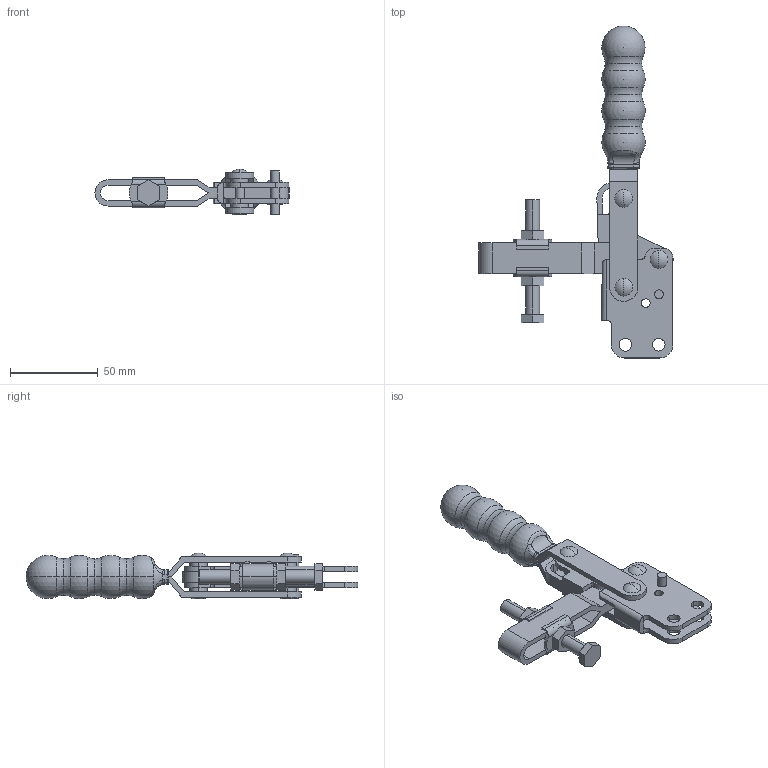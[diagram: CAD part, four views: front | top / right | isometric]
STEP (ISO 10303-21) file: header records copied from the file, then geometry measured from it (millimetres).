
FILE_DESCRIPTION (( 'STEP AP214' ), '1' );
FILE_NAME ('GH-12501-B(Â²¤Æ)-1.STEP', '2020-03-20T01:34:42', ( 'LinWei' ), ( '' ), 'SwSTEP 2.0', 'SolidWorks 2016', '' );
FILE_SCHEMA (( 'AUTOMOTIVE_DESIGN' ));
Length unit declared in the file: millimetre
Products named in the file (6): GH-12501-B(簡化)-1; 112502B08-1^GH-12501-B(簡化)-1; Group5^GH-12501-B(簡化)-1; Group2^GH-12501-B(簡化)-1; Group1^GH-12501-B(簡化)-1; Group4^GH-12501-B(簡化)-1
Assembly tree (5 placements, depth 2):
  GH-12501-B(簡化)-1
    Group4^GH-12501-B(簡化)-1
    Group1^GH-12501-B(簡化)-1
    Group2^GH-12501-B(簡化)-1
    Group5^GH-12501-B(簡化)-1
    112502B08-1^GH-12501-B(簡化)-1
Bounding box: 110.3 x 188.65 x 26.1 mm (x, y, z)
Volume: 76075 mm3; surface area: 39350.3 mm2
Topology: 5 solids, 5 shells, 317 faces, 839 edges, 540 vertices
Faces by surface type: plane 138, cylinder 123, torus 30, sphere 16, bspline 10
Entity records: 11670 total; most frequent: CARTESIAN_POINT 2464, DIRECTION 1746, ORIENTED_EDGE 1638, EDGE_CURVE 819, AXIS2_PLACEMENT_3D 662, VERTEX_POINT 528, LINE 422, VECTOR 422
